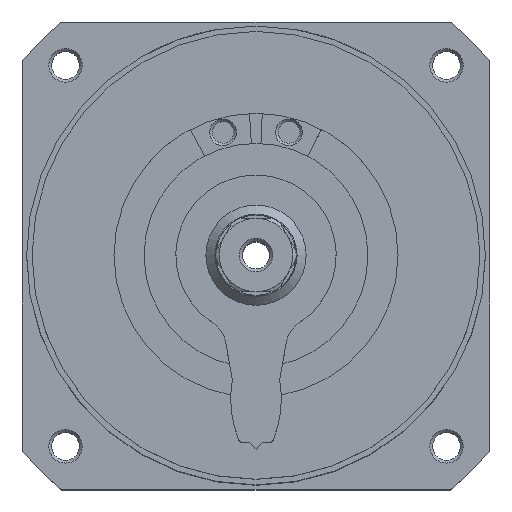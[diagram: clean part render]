
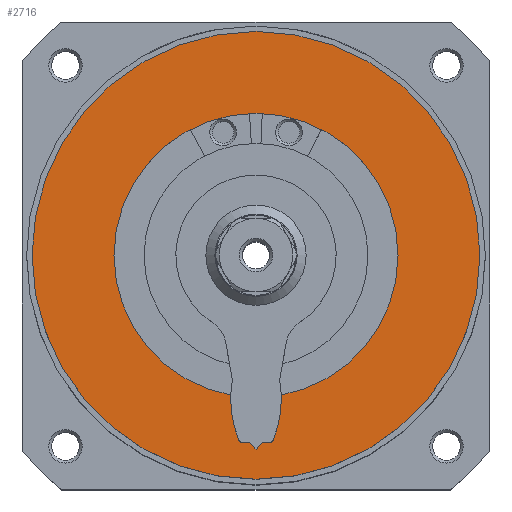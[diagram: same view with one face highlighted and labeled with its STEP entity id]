
A CAD part, top view. The second image highlights one B-rep face of the part: STEP entity #2716.
In plain terms, the highlighted face is planar.
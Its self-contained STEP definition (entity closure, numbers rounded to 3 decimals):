
#116=PLANE('',#2998);
#521=ORIENTED_EDGE('',*,*,#1150,.F.);
#522=ORIENTED_EDGE('',*,*,#1151,.T.);
#1150=EDGE_CURVE('',#1476,#1476,#1735,.T.);
#1151=EDGE_CURVE('',#1477,#1477,#1736,.T.);
#1476=VERTEX_POINT('',#4449);
#1477=VERTEX_POINT('',#4451);
#1735=CIRCLE('',#2999,33.5);
#1736=CIRCLE('',#3000,21.25);
#1959=EDGE_LOOP('',(#521));
#1960=EDGE_LOOP('',(#522));
#2316=FACE_BOUND('',#1959,.T.);
#2317=FACE_BOUND('',#1960,.T.);
#2716=ADVANCED_FACE('',(#2316,#2317),#116,.F.);
#2998=AXIS2_PLACEMENT_3D('',#4447,#3500,#3501);
#2999=AXIS2_PLACEMENT_3D('',#4448,#3502,#3503);
#3000=AXIS2_PLACEMENT_3D('',#4450,#3504,#3505);
#3500=DIRECTION('',(1.,0.,0.));
#3501=DIRECTION('',(0.,0.,-1.));
#3502=DIRECTION('',(1.,0.,0.));
#3503=DIRECTION('',(0.,0.,-1.));
#3504=DIRECTION('',(1.,0.,0.));
#3505=DIRECTION('',(0.,0.,-1.));
#4447=CARTESIAN_POINT('',(-63.,0.,0.));
#4448=CARTESIAN_POINT('',(-63.,0.,0.));
#4449=CARTESIAN_POINT('',(-63.,0.,-33.5));
#4450=CARTESIAN_POINT('',(-63.,0.,0.));
#4451=CARTESIAN_POINT('',(-63.,0.,-21.25));
